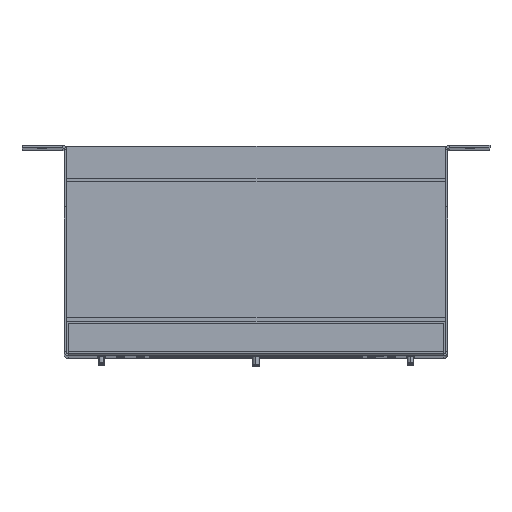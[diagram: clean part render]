
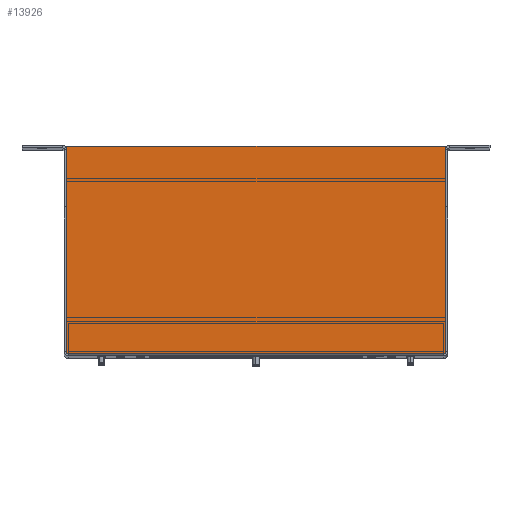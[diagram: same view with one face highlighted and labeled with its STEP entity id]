
A CAD part, top view. The second image highlights one B-rep face of the part: STEP entity #13926.
In plain terms, the highlighted planar face has unit normal (0, 0, 1).
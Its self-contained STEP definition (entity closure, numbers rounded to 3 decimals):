
#76 = ORIENTED_EDGE ( 'NONE', *, *, #3827, .F. ) ;
#174 = LINE ( 'NONE', #14789, #4873 ) ;
#415 = DIRECTION ( 'NONE',  ( -1., 0., 0. ) ) ;
#421 = DIRECTION ( 'NONE',  ( 0., 0., -1. ) ) ;
#1040 = LINE ( 'NONE', #5860, #1994 ) ;
#1994 = VECTOR ( 'NONE', #15482, 1000. ) ;
#2446 = CARTESIAN_POINT ( 'NONE',  ( 0., 0., 0. ) ) ;
#2457 = CARTESIAN_POINT ( 'NONE',  ( 234., -128., 0. ) ) ;
#3708 = CARTESIAN_POINT ( 'NONE',  ( 0., -128., 0. ) ) ;
#3731 = CARTESIAN_POINT ( 'NONE',  ( 0., 0., 0. ) ) ;
#3827 = EDGE_CURVE ( 'NONE', #10873, #10803, #174, .T. ) ;
#3918 = VERTEX_POINT ( 'NONE', #3731 ) ;
#4132 = CARTESIAN_POINT ( 'NONE',  ( 234., 0., 0. ) ) ;
#4670 = DIRECTION ( 'NONE',  ( -1., 0., 0. ) ) ;
#4873 = VECTOR ( 'NONE', #415, 1000. ) ;
#5009 = VECTOR ( 'NONE', #4670, 1000. ) ;
#5364 = ORIENTED_EDGE ( 'NONE', *, *, #15546, .T. ) ;
#5522 = VECTOR ( 'NONE', #14448, 1000. ) ;
#5860 = CARTESIAN_POINT ( 'NONE',  ( 234., 0., 0. ) ) ;
#5866 = LINE ( 'NONE', #6101, #5009 ) ;
#6101 = CARTESIAN_POINT ( 'NONE',  ( 234., 0., 0. ) ) ;
#6339 = VERTEX_POINT ( 'NONE', #9931 ) ;
#6424 = PLANE ( 'NONE',  #15129 ) ;
#6502 = DIRECTION ( 'NONE',  ( -1., 0., 0. ) ) ;
#6825 = ORIENTED_EDGE ( 'NONE', *, *, #13097, .F. ) ;
#7304 = EDGE_CURVE ( 'NONE', #3918, #10803, #11823, .T. ) ;
#8134 = EDGE_LOOP ( 'NONE', ( #11604, #76, #6825, #5364 ) ) ;
#9931 = CARTESIAN_POINT ( 'NONE',  ( 234., 0., 0. ) ) ;
#10803 = VERTEX_POINT ( 'NONE', #3708 ) ;
#10873 = VERTEX_POINT ( 'NONE', #2457 ) ;
#11604 = ORIENTED_EDGE ( 'NONE', *, *, #7304, .T. ) ;
#11823 = LINE ( 'NONE', #2446, #5522 ) ;
#13097 = EDGE_CURVE ( 'NONE', #6339, #10873, #1040, .T. ) ;
#13926 = ADVANCED_FACE ( 'NONE', ( #14795 ), #6424, .F. ) ;
#14448 = DIRECTION ( 'NONE',  ( 0., -1., 0. ) ) ;
#14789 = CARTESIAN_POINT ( 'NONE',  ( 234., -128., 0. ) ) ;
#14795 = FACE_OUTER_BOUND ( 'NONE', #8134, .T. ) ;
#15129 = AXIS2_PLACEMENT_3D ( 'NONE', #4132, #421, #6502 ) ;
#15482 = DIRECTION ( 'NONE',  ( 0., -1., 0. ) ) ;
#15546 = EDGE_CURVE ( 'NONE', #6339, #3918, #5866, .T. ) ;
